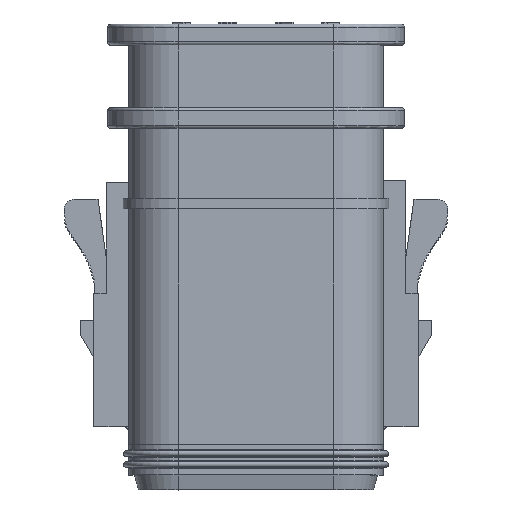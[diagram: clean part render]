
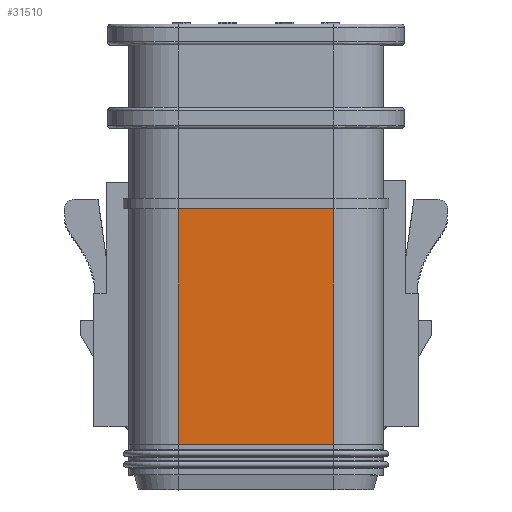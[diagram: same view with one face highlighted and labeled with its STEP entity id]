
A CAD part, top view. The second image highlights one B-rep face of the part: STEP entity #31510.
In plain terms, the highlighted planar face has unit normal (0, 0, 1).
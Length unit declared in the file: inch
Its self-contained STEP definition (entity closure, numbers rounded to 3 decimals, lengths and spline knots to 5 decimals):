
#495 = LINE ( 'NONE', #36449, #37516 ) ;
#702 = ORIENTED_EDGE ( 'NONE', *, *, #12370, .T. ) ;
#1071 = CARTESIAN_POINT ( 'NONE',  ( -0.29429, 0.15354, 0.38878 ) ) ;
#1764 = EDGE_CURVE ( 'NONE', #32092, #41289, #495, .T. ) ;
#3263 = LINE ( 'NONE', #27253, #41985 ) ;
#5368 = CARTESIAN_POINT ( 'NONE',  ( -0.4813, 0., 0.38878 ) ) ;
#5546 = CARTESIAN_POINT ( 'NONE',  ( -0.29429, 0., 0.38878 ) ) ;
#6601 = EDGE_LOOP ( 'NONE', ( #8109, #702, #12006, #29142 ) ) ;
#8109 = ORIENTED_EDGE ( 'NONE', *, *, #26078, .T. ) ;
#8571 = DIRECTION ( 'NONE',  ( 1., 0., 0. ) ) ;
#9762 = DIRECTION ( 'NONE',  ( -1., 0., 0. ) ) ;
#10841 = VERTEX_POINT ( 'NONE', #17642 ) ;
#12006 = ORIENTED_EDGE ( 'NONE', *, *, #1764, .T. ) ;
#12337 = AXIS2_PLACEMENT_3D ( 'NONE', #5368, #20421, #20899 ) ;
#12370 = EDGE_CURVE ( 'NONE', #37168, #32092, #3263, .T. ) ;
#13548 = FACE_OUTER_BOUND ( 'NONE', #6601, .T. ) ;
#13826 = CARTESIAN_POINT ( 'NONE',  ( -0.4813, 1.04252, 0.38878 ) ) ;
#14197 = VECTOR ( 'NONE', #9762, 39.37008 ) ;
#15248 = VECTOR ( 'NONE', #25828, 39.37008 ) ;
#17642 = CARTESIAN_POINT ( 'NONE',  ( -0.29429, 1.04252, 0.38878 ) ) ;
#20421 = DIRECTION ( 'NONE',  ( 0., 0., 1. ) ) ;
#20899 = DIRECTION ( 'NONE',  ( 1., 0., 0. ) ) ;
#21804 = LINE ( 'NONE', #13826, #14197 ) ;
#24450 = EDGE_CURVE ( 'NONE', #41289, #10841, #21804, .T. ) ;
#25828 = DIRECTION ( 'NONE',  ( 0., -1., 0. ) ) ;
#26078 = EDGE_CURVE ( 'NONE', #10841, #37168, #28762, .T. ) ;
#27253 = CARTESIAN_POINT ( 'NONE',  ( -0.4813, 0.15354, 0.38878 ) ) ;
#28762 = LINE ( 'NONE', #5546, #15248 ) ;
#29142 = ORIENTED_EDGE ( 'NONE', *, *, #24450, .T. ) ;
#31510 = ADVANCED_FACE ( 'NONE', ( #13548 ), #39460, .T. ) ;
#32092 = VERTEX_POINT ( 'NONE', #39673 ) ;
#34585 = CARTESIAN_POINT ( 'NONE',  ( 0.29429, 1.04252, 0.38878 ) ) ;
#36449 = CARTESIAN_POINT ( 'NONE',  ( 0.29429, 0., 0.38878 ) ) ;
#37168 = VERTEX_POINT ( 'NONE', #1071 ) ;
#37516 = VECTOR ( 'NONE', #40357, 39.37008 ) ;
#39460 = PLANE ( 'NONE',  #12337 ) ;
#39673 = CARTESIAN_POINT ( 'NONE',  ( 0.29429, 0.15354, 0.38878 ) ) ;
#40357 = DIRECTION ( 'NONE',  ( 0., 1., 0. ) ) ;
#41289 = VERTEX_POINT ( 'NONE', #34585 ) ;
#41985 = VECTOR ( 'NONE', #8571, 39.37008 ) ;
